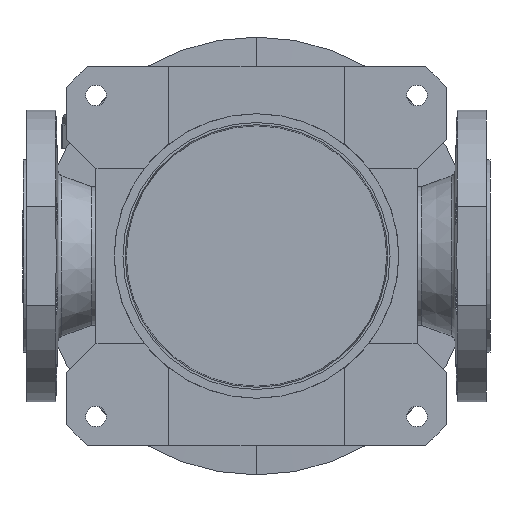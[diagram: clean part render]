
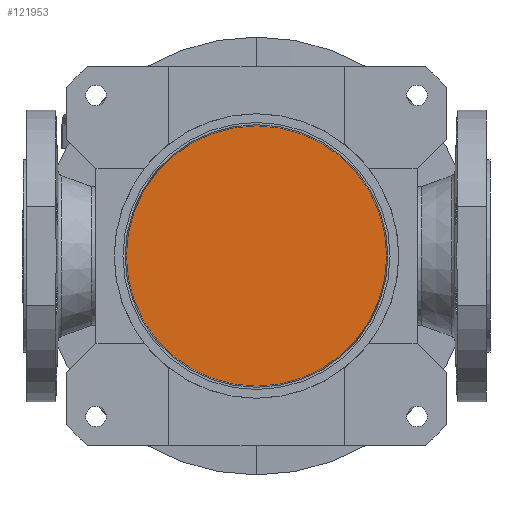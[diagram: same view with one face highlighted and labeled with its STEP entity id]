
A CAD part, front view. The second image highlights one B-rep face of the part: STEP entity #121953.
In plain terms, the highlighted planar face has unit normal (0, -1, 0).
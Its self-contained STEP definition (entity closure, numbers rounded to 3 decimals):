
#3526 = EDGE_LOOP ( 'NONE', ( #60195, #84110 ) ) ;
#4800 = VERTEX_POINT ( 'NONE', #17473 ) ;
#4850 = CIRCLE ( 'NONE', #101448, 89.214 ) ;
#9671 = AXIS2_PLACEMENT_3D ( 'NONE', #82387, #90939, #41029 ) ;
#11542 = CARTESIAN_POINT ( 'NONE',  ( 0., -46., -89.214 ) ) ;
#17473 = CARTESIAN_POINT ( 'NONE',  ( 0., -46., 89.214 ) ) ;
#21956 = PLANE ( 'NONE',  #9671 ) ;
#30499 = CIRCLE ( 'NONE', #114382, 89.214 ) ;
#36347 = EDGE_CURVE ( 'NONE', #66400, #4800, #4850, .T. ) ;
#38718 = EDGE_CURVE ( 'NONE', #4800, #66400, #30499, .T. ) ;
#38900 = DIRECTION ( 'NONE',  ( 0., 0., 1. ) ) ;
#39562 = CARTESIAN_POINT ( 'NONE',  ( 0., -46., 0. ) ) ;
#40944 = CARTESIAN_POINT ( 'NONE',  ( 0., -46., 0. ) ) ;
#41029 = DIRECTION ( 'NONE',  ( 0., 0., -1. ) ) ;
#60195 = ORIENTED_EDGE ( 'NONE', *, *, #36347, .F. ) ;
#66400 = VERTEX_POINT ( 'NONE', #11542 ) ;
#71824 = DIRECTION ( 'NONE',  ( 0., 1., 0. ) ) ;
#71898 = FACE_OUTER_BOUND ( 'NONE', #3526, .T. ) ;
#81025 = DIRECTION ( 'NONE',  ( 0., 0., 1. ) ) ;
#82387 = CARTESIAN_POINT ( 'NONE',  ( 0., -46., 0. ) ) ;
#84110 = ORIENTED_EDGE ( 'NONE', *, *, #38718, .F. ) ;
#88826 = DIRECTION ( 'NONE',  ( 0., 1., 0. ) ) ;
#90939 = DIRECTION ( 'NONE',  ( 0., -1., 0. ) ) ;
#101448 = AXIS2_PLACEMENT_3D ( 'NONE', #39562, #88826, #38900 ) ;
#114382 = AXIS2_PLACEMENT_3D ( 'NONE', #40944, #71824, #81025 ) ;
#121953 = ADVANCED_FACE ( 'NONE', ( #71898 ), #21956, .T. ) ;
